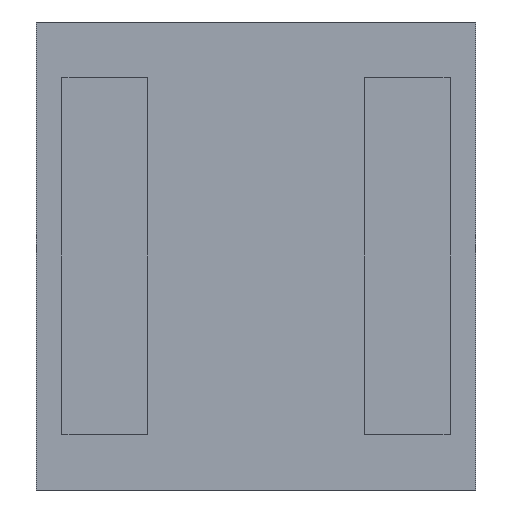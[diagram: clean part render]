
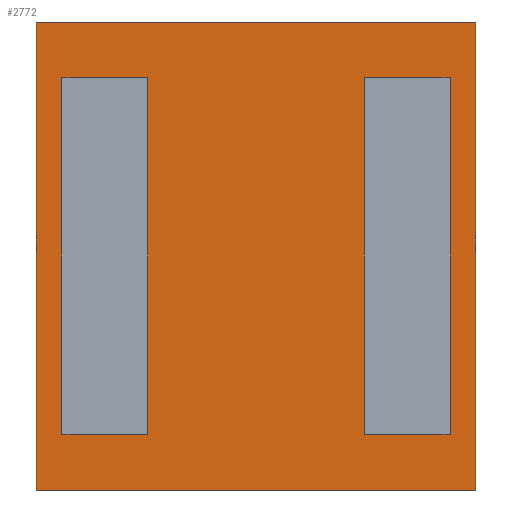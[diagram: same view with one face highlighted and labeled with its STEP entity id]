
A CAD part, front view. The second image highlights one B-rep face of the part: STEP entity #2772.
In plain terms, the highlighted planar face has unit normal (0, -1, 0).
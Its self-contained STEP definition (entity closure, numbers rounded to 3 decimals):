
#55 = ORIENTED_EDGE ( 'NONE', *, *, #482, .F. ) ;
#105 = VERTEX_POINT ( 'NONE', #963 ) ;
#132 = DIRECTION ( 'NONE',  ( 0., 0., 1. ) ) ;
#145 = EDGE_CURVE ( 'NONE', #2182, #2975, #1383, .T. ) ;
#155 = DIRECTION ( 'NONE',  ( 1., 0., 0. ) ) ;
#265 = VERTEX_POINT ( 'NONE', #1909 ) ;
#299 = DIRECTION ( 'NONE',  ( 0., 0., 1. ) ) ;
#306 = DIRECTION ( 'NONE',  ( 0., 1., 0. ) ) ;
#334 = VERTEX_POINT ( 'NONE', #725 ) ;
#354 = LINE ( 'NONE', #2296, #3537 ) ;
#372 = CARTESIAN_POINT ( 'NONE',  ( -6.8, 0., 8.2 ) ) ;
#378 = EDGE_CURVE ( 'NONE', #1301, #334, #3715, .T. ) ;
#399 = CARTESIAN_POINT ( 'NONE',  ( 6.8, 0., 8.2 ) ) ;
#447 = LINE ( 'NONE', #372, #1973 ) ;
#455 = VECTOR ( 'NONE', #2552, 1000. ) ;
#470 = ORIENTED_EDGE ( 'NONE', *, *, #3761, .F. ) ;
#482 = EDGE_CURVE ( 'NONE', #1215, #2811, #2992, .T. ) ;
#528 = EDGE_CURVE ( 'NONE', #882, #1301, #1053, .T. ) ;
#566 = ORIENTED_EDGE ( 'NONE', *, *, #1388, .T. ) ;
#605 = CARTESIAN_POINT ( 'NONE',  ( -3.8, 0., 8.2 ) ) ;
#610 = ORIENTED_EDGE ( 'NONE', *, *, #3325, .F. ) ;
#611 = DIRECTION ( 'NONE',  ( 0., 0., -1. ) ) ;
#612 = CARTESIAN_POINT ( 'NONE',  ( 7.7, 0., -8.2 ) ) ;
#631 = FACE_BOUND ( 'NONE', #1710, .T. ) ;
#675 = CARTESIAN_POINT ( 'NONE',  ( 3.8, 0., 8.2 ) ) ;
#725 = CARTESIAN_POINT ( 'NONE',  ( -6.8, 0., 6.25 ) ) ;
#818 = LINE ( 'NONE', #3393, #3299 ) ;
#846 = ORIENTED_EDGE ( 'NONE', *, *, #528, .F. ) ;
#862 = LINE ( 'NONE', #3833, #3249 ) ;
#882 = VERTEX_POINT ( 'NONE', #2357 ) ;
#948 = LINE ( 'NONE', #1941, #1563 ) ;
#963 = CARTESIAN_POINT ( 'NONE',  ( -6.8, 0., -6.25 ) ) ;
#977 = DIRECTION ( 'NONE',  ( 0., 0., -1. ) ) ;
#984 = ORIENTED_EDGE ( 'NONE', *, *, #145, .T. ) ;
#1037 = EDGE_CURVE ( 'NONE', #105, #882, #2410, .T. ) ;
#1053 = LINE ( 'NONE', #605, #2150 ) ;
#1215 = VERTEX_POINT ( 'NONE', #2364 ) ;
#1295 = CARTESIAN_POINT ( 'NONE',  ( 7.7, 0., 6.25 ) ) ;
#1301 = VERTEX_POINT ( 'NONE', #3674 ) ;
#1326 = CARTESIAN_POINT ( 'NONE',  ( 3.8, 0., 6.25 ) ) ;
#1332 = VECTOR ( 'NONE', #2858, 1000. ) ;
#1369 = ORIENTED_EDGE ( 'NONE', *, *, #3936, .F. ) ;
#1383 = LINE ( 'NONE', #1809, #2319 ) ;
#1388 = EDGE_CURVE ( 'NONE', #2816, #265, #948, .T. ) ;
#1446 = CARTESIAN_POINT ( 'NONE',  ( 6.8, 0., -6.25 ) ) ;
#1563 = VECTOR ( 'NONE', #132, 1000. ) ;
#1662 = ORIENTED_EDGE ( 'NONE', *, *, #378, .F. ) ;
#1698 = VERTEX_POINT ( 'NONE', #2501 ) ;
#1710 = EDGE_LOOP ( 'NONE', ( #55, #610, #1369, #470 ) ) ;
#1721 = VECTOR ( 'NONE', #2450, 1000. ) ;
#1809 = CARTESIAN_POINT ( 'NONE',  ( -7.7, 0., -8.2 ) ) ;
#1867 = CARTESIAN_POINT ( 'NONE',  ( 7.7, 0., -6.25 ) ) ;
#1909 = CARTESIAN_POINT ( 'NONE',  ( 7.7, 0., 8.2 ) ) ;
#1941 = CARTESIAN_POINT ( 'NONE',  ( 7.7, 0., -8.2 ) ) ;
#1973 = VECTOR ( 'NONE', #977, 1000. ) ;
#2039 = ORIENTED_EDGE ( 'NONE', *, *, #3252, .T. ) ;
#2122 = ORIENTED_EDGE ( 'NONE', *, *, #3352, .F. ) ;
#2129 = ORIENTED_EDGE ( 'NONE', *, *, #1037, .F. ) ;
#2131 = CARTESIAN_POINT ( 'NONE',  ( 7.7, 0., 8.2 ) ) ;
#2150 = VECTOR ( 'NONE', #299, 1000. ) ;
#2182 = VERTEX_POINT ( 'NONE', #3335 ) ;
#2222 = ORIENTED_EDGE ( 'NONE', *, *, #3451, .T. ) ;
#2250 = CARTESIAN_POINT ( 'NONE',  ( -7.7, 0., -8.2 ) ) ;
#2283 = FACE_BOUND ( 'NONE', #2391, .T. ) ;
#2296 = CARTESIAN_POINT ( 'NONE',  ( 7.7, 0., 6.25 ) ) ;
#2319 = VECTOR ( 'NONE', #611, 1000. ) ;
#2357 = CARTESIAN_POINT ( 'NONE',  ( -3.8, 0., -6.25 ) ) ;
#2364 = CARTESIAN_POINT ( 'NONE',  ( 3.8, 0., -6.25 ) ) ;
#2391 = EDGE_LOOP ( 'NONE', ( #846, #2129, #2122, #1662 ) ) ;
#2410 = LINE ( 'NONE', #2437, #1721 ) ;
#2437 = CARTESIAN_POINT ( 'NONE',  ( 7.7, 0., -6.25 ) ) ;
#2450 = DIRECTION ( 'NONE',  ( 1., 0., 0. ) ) ;
#2453 = DIRECTION ( 'NONE',  ( 0., 0., 1. ) ) ;
#2501 = CARTESIAN_POINT ( 'NONE',  ( 6.8, 0., 6.25 ) ) ;
#2519 = DIRECTION ( 'NONE',  ( 0., 0., -1. ) ) ;
#2552 = DIRECTION ( 'NONE',  ( 0., 0., 1. ) ) ;
#2590 = DIRECTION ( 'NONE',  ( -1., 0., 0. ) ) ;
#2736 = PLANE ( 'NONE',  #3413 ) ;
#2772 = ADVANCED_FACE ( 'NONE', ( #2283, #3918, #631 ), #2736, .F. ) ;
#2808 = LINE ( 'NONE', #399, #455 ) ;
#2811 = VERTEX_POINT ( 'NONE', #1446 ) ;
#2816 = VERTEX_POINT ( 'NONE', #612 ) ;
#2858 = DIRECTION ( 'NONE',  ( -1., 0., 0. ) ) ;
#2906 = LINE ( 'NONE', #675, #3618 ) ;
#2912 = EDGE_LOOP ( 'NONE', ( #2039, #984, #2222, #566 ) ) ;
#2943 = VECTOR ( 'NONE', #3734, 1000. ) ;
#2975 = VERTEX_POINT ( 'NONE', #2250 ) ;
#2992 = LINE ( 'NONE', #1867, #2943 ) ;
#3120 = VERTEX_POINT ( 'NONE', #1326 ) ;
#3249 = VECTOR ( 'NONE', #155, 1000. ) ;
#3252 = EDGE_CURVE ( 'NONE', #265, #2182, #818, .T. ) ;
#3299 = VECTOR ( 'NONE', #3697, 1000. ) ;
#3325 = EDGE_CURVE ( 'NONE', #3120, #1215, #2906, .T. ) ;
#3335 = CARTESIAN_POINT ( 'NONE',  ( -7.7, 0., 8.2 ) ) ;
#3352 = EDGE_CURVE ( 'NONE', #334, #105, #447, .T. ) ;
#3393 = CARTESIAN_POINT ( 'NONE',  ( -7.7, 0., 8.2 ) ) ;
#3413 = AXIS2_PLACEMENT_3D ( 'NONE', #2131, #306, #2453 ) ;
#3451 = EDGE_CURVE ( 'NONE', #2975, #2816, #862, .T. ) ;
#3537 = VECTOR ( 'NONE', #2590, 1000. ) ;
#3618 = VECTOR ( 'NONE', #2519, 1000. ) ;
#3674 = CARTESIAN_POINT ( 'NONE',  ( -3.8, 0., 6.25 ) ) ;
#3697 = DIRECTION ( 'NONE',  ( -1., 0., 0. ) ) ;
#3715 = LINE ( 'NONE', #1295, #1332 ) ;
#3734 = DIRECTION ( 'NONE',  ( 1., 0., 0. ) ) ;
#3761 = EDGE_CURVE ( 'NONE', #2811, #1698, #2808, .T. ) ;
#3833 = CARTESIAN_POINT ( 'NONE',  ( -7.7, 0., -8.2 ) ) ;
#3918 = FACE_OUTER_BOUND ( 'NONE', #2912, .T. ) ;
#3936 = EDGE_CURVE ( 'NONE', #1698, #3120, #354, .T. ) ;
